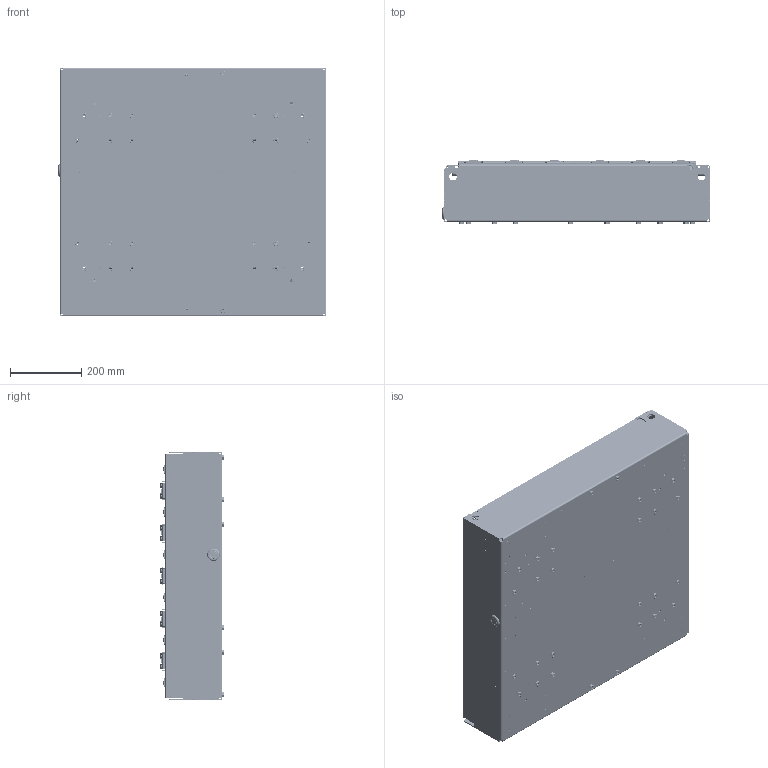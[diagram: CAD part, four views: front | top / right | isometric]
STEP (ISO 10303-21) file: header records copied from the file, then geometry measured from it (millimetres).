
FILE_DESCRIPTION(/* description */ (''),/* implementation_level */ '2;1');
FILE_NAME(/* name */ '',/* time_stamp */ '2024-01-26T13:12:19+09:00',/* author */ ('y-kakiuchi'),/* organization */ (''),/* preprocessor_version */ 'ST-DEVELOPER v20',/* originating_system */ 'Autodesk Inventor 2024',/* authorisation */ '');
FILE_SCHEMA (('AUTOMOTIVE_DESIGN { 1 0 10303 214 3 1 1 }'));
Products named in the file (1): DMRT-775-SSS-100-1 M-RAT完成品
Bounding box: 754 x 181.5 x 700 mm (x, y, z)
Volume: 18331083.6 mm3; surface area: 6077154.4 mm2
Topology: 3 solids, 25 shells, 11026 faces, 29545 edges, 19345 vertices
Faces by surface type: cylinder 5862, plane 4395, cone 478, torus 231, bspline 60
Full cylindrical faces by diameter (mm): 2.5 x2, 3 x2, 4 x76, 4.2 x20, 4.5 x5, 5 x6, 5.6 x30, 6 x4, 6.2 x4, 6.5 x40, 6.647 x32, 7 x40, 8 x142, 8.1 x70, 9 x4, 13 x30, 15 x12, 19 x2, 21 x6, 22 x5, 25.4 x5, 27.4 x1, 30 x66, 30.4 x1, 31 x1, 35 x1, 56.7 x1, 56.8 x5, 57 x6
Entity records: 362649 total; most frequent: DIRECTION 64098, CARTESIAN_POINT 63383, ORIENTED_EDGE 59042, EDGE_CURVE 29521, AXIS2_PLACEMENT_3D 24206, VERTEX_POINT 19345, LINE 15686, VECTOR 15686
